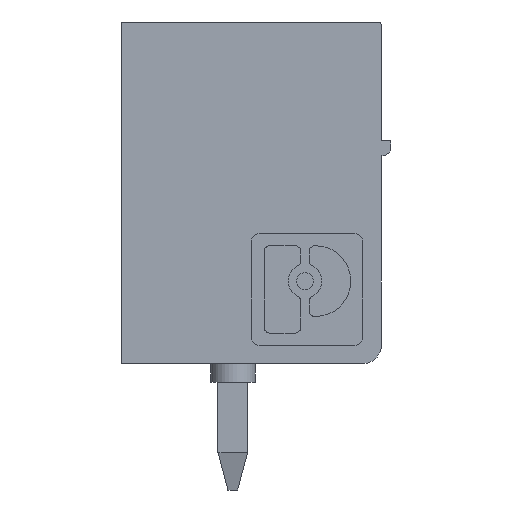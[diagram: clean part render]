
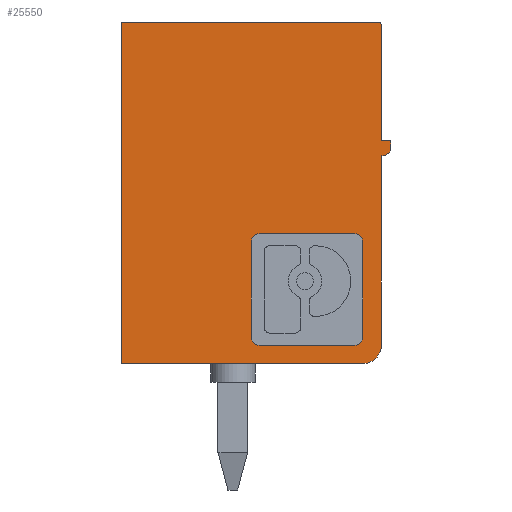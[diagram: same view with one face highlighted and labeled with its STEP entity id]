
A CAD part, left-side view. The second image highlights one B-rep face of the part: STEP entity #25550.
In plain terms, the highlighted face is planar.
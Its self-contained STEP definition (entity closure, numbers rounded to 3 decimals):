
#4060=CARTESIAN_POINT('',(0.,0.,-21.65));
#4070=DIRECTION('',(0.,1.,0.));
#4080=VECTOR('',#4070,1.);
#4090=LINE('',#4060,#4080);
#4100=CARTESIAN_POINT('',(0.,0.,
-21.65));
#4110=VERTEX_POINT('',#4100);
#4120=CARTESIAN_POINT('',(0.,6.5,-21.65));
#4130=VERTEX_POINT('',#4120);
#4140=EDGE_CURVE('',#4110,#4130,#4090,.T.);
#4490=CARTESIAN_POINT('',(9.2,0.,-21.65)
);
#4500=VERTEX_POINT('',#4490);
#4530=CARTESIAN_POINT('',(9.2,0.,-21.65)
);
#4540=DIRECTION('',(-1.,0.,0.));
#4550=VECTOR('',#4540,1.);
#4560=LINE('',#4530,#4550);
#4570=EDGE_CURVE('',#4500,#4110,#4560,.T.);
#12730=CARTESIAN_POINT('',(9.2,0.,-21.65));
#12740=DIRECTION('',(0.,1.,0.));
#12750=VECTOR('',#12740,1.);
#12760=LINE('',#12730,#12750);
#12770=CARTESIAN_POINT('',(9.2,6.9,-21.65));
#12780=VERTEX_POINT('',#12770);
#12790=EDGE_CURVE('',#4500,#12780,#12760,.T.);
#13090=CARTESIAN_POINT('',(9.1,7.,-21.65));
#13100=VERTEX_POINT('',#13090);
#13130=CARTESIAN_POINT('',(9.1,6.9,-21.65));
#13140=DIRECTION('',(0.,0.,-1.));
#13150=DIRECTION('',(0.,1.,0.));
#13160=AXIS2_PLACEMENT_3D('',#13130,#13140,#13150);
#13170=CIRCLE('',#13160,0.1);
#13180=EDGE_CURVE('',#13100,#12780,#13170,.T.);
#13790=CARTESIAN_POINT('',(6.,7.,-21.65));
#13800=VERTEX_POINT('',#13790);
#13830=CARTESIAN_POINT('',(9.1,7.,-21.65));
#13840=DIRECTION('',(-1.,0.,0.));
#13850=VECTOR('',#13840,1.);
#13860=LINE('',#13830,#13850);
#13870=EDGE_CURVE('',#13100,#13800,#13860,.T.);
#22960=CARTESIAN_POINT('',(6.,7.25,-21.65));
#22970=VERTEX_POINT('',#22960);
#23000=CARTESIAN_POINT('',(6.,7.,-21.65));
#23010=DIRECTION('',(0.,1.,0.));
#23020=VECTOR('',#23010,1.);
#23030=LINE('',#23000,#23020);
#23040=EDGE_CURVE('',#13800,#22970,#23030,.T.);
#23270=CARTESIAN_POINT('',(5.8,7.25,-21.65));
#23280=VERTEX_POINT('',#23270);
#23310=CARTESIAN_POINT('',(6.,7.25,-21.65));
#23320=DIRECTION('',(-1.,0.,0.));
#23330=VECTOR('',#23320,1.);
#23340=LINE('',#23310,#23330);
#23350=EDGE_CURVE('',#22970,#23280,#23340,.T.);
#23580=CARTESIAN_POINT('',(5.6,7.05,-21.65));
#23590=VERTEX_POINT('',#23580);
#23620=CARTESIAN_POINT('',(5.8,7.05,-21.65));
#23630=DIRECTION('',(0.,0.,-1.));
#23640=DIRECTION('',(-1.,0.,0.));
#23650=AXIS2_PLACEMENT_3D('',#23620,#23630,#23640);
#23660=CIRCLE('',#23650,0.2);
#23670=EDGE_CURVE('',#23590,#23280,#23660,.T.);
#23900=CARTESIAN_POINT('',(5.6,7.,-21.65));
#23910=VERTEX_POINT('',#23900);
#23940=CARTESIAN_POINT('',(5.6,7.05,-21.65));
#23950=DIRECTION('',(0.,-1.,0.));
#23960=VECTOR('',#23950,1.);
#23970=LINE('',#23940,#23960);
#23980=EDGE_CURVE('',#23590,#23910,#23970,.T.);
#24210=CARTESIAN_POINT('',(0.5,7.,-21.65));
#24220=VERTEX_POINT('',#24210);
#24250=CARTESIAN_POINT('',(5.6,7.,-21.65));
#24260=DIRECTION('',(-1.,0.,0.));
#24270=VECTOR('',#24260,1.);
#24280=LINE('',#24250,#24270);
#24290=EDGE_CURVE('',#23910,#24220,#24280,.T.);
#24490=CARTESIAN_POINT('',(0.5,6.5,-21.65));
#24500=DIRECTION('',(0.,0.,-1.));
#24510=DIRECTION('',(-1.,0.,0.));
#24520=AXIS2_PLACEMENT_3D('',#24490,#24500,#24510);
#24530=CIRCLE('',#24520,0.5);
#24540=EDGE_CURVE('',#4130,#24220,#24530,.T.);
#24670=CARTESIAN_POINT('',(0.,0.,-21.65));
#24680=DIRECTION('',(0.,0.,1.));
#24690=DIRECTION('',(1.,0.,0.));
#24700=AXIS2_PLACEMENT_3D('',#24670,#24680,#24690);
#24710=PLANE('',#24700);
#24720=CARTESIAN_POINT('',(0.711,6.5,-21.65));
#24730=DIRECTION('',(1.,0.,0.));
#24740=VECTOR('',#24730,1.);
#24750=LINE('',#24720,#24740);
#24760=CARTESIAN_POINT('',(0.711,6.5,-21.65));
#24770=VERTEX_POINT('',#24760);
#24780=CARTESIAN_POINT('',(3.289,6.5,-21.65));
#24790=VERTEX_POINT('',#24780);
#24800=EDGE_CURVE('',#24770,#24790,#24750,.T.);
#24810=ORIENTED_EDGE('',*,*,#24800,.F.);
#24820=CARTESIAN_POINT('',(3.289,6.289,-21.65));
#24830=DIRECTION('',(0.,0.,1.));
#24840=DIRECTION('',(1.,0.,0.));
#24850=AXIS2_PLACEMENT_3D('',#24820,#24830,#24840);
#24860=CIRCLE('',#24850,0.211);
#24870=CARTESIAN_POINT('',(3.5,6.289,-21.65));
#24880=VERTEX_POINT('',#24870);
#24890=EDGE_CURVE('',#24880,#24790,#24860,.T.);
#24900=ORIENTED_EDGE('',*,*,#24890,.T.);
#24910=CARTESIAN_POINT('',(3.5,6.289,-21.65));
#24920=DIRECTION('',(0.,-1.,0.));
#24930=VECTOR('',#24920,1.);
#24940=LINE('',#24910,#24930);
#24950=CARTESIAN_POINT('',(3.5,3.711,-21.65));
#24960=VERTEX_POINT('',#24950);
#24970=EDGE_CURVE('',#24880,#24960,#24940,.T.);
#24980=ORIENTED_EDGE('',*,*,#24970,.F.);
#24990=CARTESIAN_POINT('',(3.289,3.711,-21.65));
#25000=DIRECTION('',(0.,0.,1.));
#25010=DIRECTION('',(0.,-1.,0.));
#25020=AXIS2_PLACEMENT_3D('',#24990,#25000,#25010);
#25030=CIRCLE('',#25020,0.211);
#25040=CARTESIAN_POINT('',(3.289,3.5,-21.65));
#25050=VERTEX_POINT('',#25040);
#25060=EDGE_CURVE('',#25050,#24960,#25030,.T.);
#25070=ORIENTED_EDGE('',*,*,#25060,.T.);
#25080=CARTESIAN_POINT('',(3.289,3.5,-21.65));
#25090=DIRECTION('',(-1.,0.,0.));
#25100=VECTOR('',#25090,1.);
#25110=LINE('',#25080,#25100);
#25120=CARTESIAN_POINT('',(0.711,3.5,-21.65));
#25130=VERTEX_POINT('',#25120);
#25140=EDGE_CURVE('',#25050,#25130,#25110,.T.);
#25150=ORIENTED_EDGE('',*,*,#25140,.F.);
#25160=CARTESIAN_POINT('',(0.711,3.711,-21.65));
#25170=DIRECTION('',(0.,0.,1.));
#25180=DIRECTION('',(-1.,0.,0.));
#25190=AXIS2_PLACEMENT_3D('',#25160,#25170,#25180);
#25200=CIRCLE('',#25190,0.211);
#25210=CARTESIAN_POINT('',(0.5,3.711,-21.65));
#25220=VERTEX_POINT('',#25210);
#25230=EDGE_CURVE('',#25220,#25130,#25200,.T.);
#25240=ORIENTED_EDGE('',*,*,#25230,.T.);
#25250=CARTESIAN_POINT('',(0.5,3.711,-21.65));
#25260=DIRECTION('',(0.,1.,0.));
#25270=VECTOR('',#25260,1.);
#25280=LINE('',#25250,#25270);
#25290=CARTESIAN_POINT('',(0.5,6.289,-21.65));
#25300=VERTEX_POINT('',#25290);
#25310=EDGE_CURVE('',#25220,#25300,#25280,.T.);
#25320=ORIENTED_EDGE('',*,*,#25310,.F.);
#25330=CARTESIAN_POINT('',(0.711,6.289,-21.65));
#25340=DIRECTION('',(0.,0.,1.));
#25350=DIRECTION('',(0.,1.,0.));
#25360=AXIS2_PLACEMENT_3D('',#25330,#25340,#25350);
#25370=CIRCLE('',#25360,0.211);
#25380=EDGE_CURVE('',#24770,#25300,#25370,.T.);
#25390=ORIENTED_EDGE('',*,*,#25380,.T.);
#25400=EDGE_LOOP('',(#25390,#25320,#25240,#25150,#25070,#24980,#24900,
#24810));
#25410=FACE_BOUND('',#25400,.T.);
#25420=ORIENTED_EDGE('',*,*,#4140,.T.);
#25430=ORIENTED_EDGE('',*,*,#4570,.T.);
#25440=ORIENTED_EDGE('',*,*,#12790,.F.);
#25450=ORIENTED_EDGE('',*,*,#13180,.T.);
#25460=ORIENTED_EDGE('',*,*,#13870,.F.);
#25470=ORIENTED_EDGE('',*,*,#23040,.F.);
#25480=ORIENTED_EDGE('',*,*,#23350,.F.);
#25490=ORIENTED_EDGE('',*,*,#23670,.T.);
#25500=ORIENTED_EDGE('',*,*,#23980,.F.);
#25510=ORIENTED_EDGE('',*,*,#24290,.F.);
#25520=ORIENTED_EDGE('',*,*,#24540,.T.);
#25530=EDGE_LOOP('',(#25520,#25510,#25500,#25490,#25480,#25470,#25460,
#25450,#25440,#25430,#25420));
#25540=FACE_OUTER_BOUND('',#25530,.T.);
#25550=ADVANCED_FACE('',(#25410,#25540),#24710,.F.);
